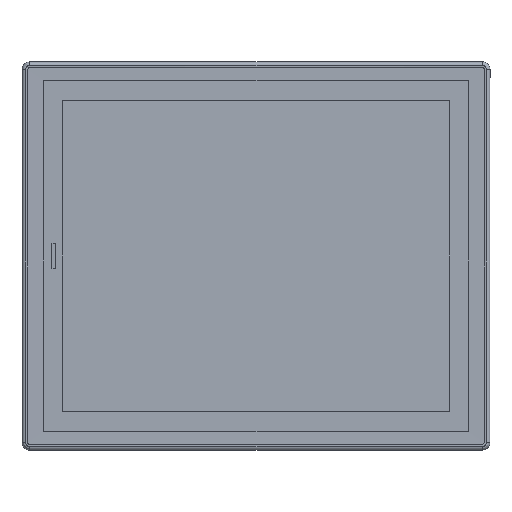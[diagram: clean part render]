
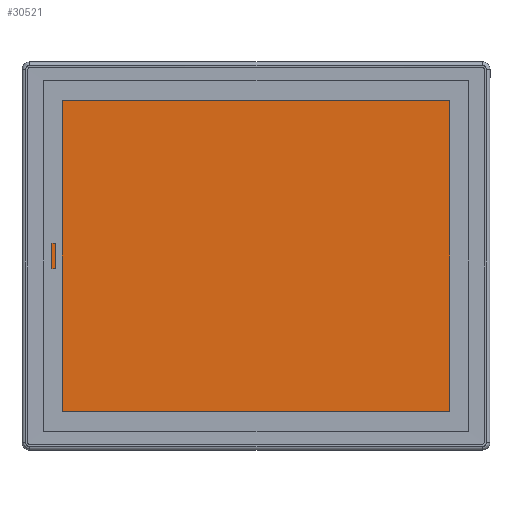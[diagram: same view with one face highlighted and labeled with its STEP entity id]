
A CAD part, top view. The second image highlights one B-rep face of the part: STEP entity #30521.
In plain terms, the highlighted planar face has unit normal (0, 0, 1).
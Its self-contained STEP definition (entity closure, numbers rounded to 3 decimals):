
#1474 = VECTOR ( 'NONE', #10325, 1000. ) ;
#2565 = CARTESIAN_POINT ( 'NONE',  ( -6.76, -6.27, 21.32 ) ) ;
#3267 = VECTOR ( 'NONE', #24246, 1000. ) ;
#3814 = ORIENTED_EDGE ( 'NONE', *, *, #20537, .T. ) ;
#4810 = LINE ( 'NONE', #22206, #11624 ) ;
#4964 = VERTEX_POINT ( 'NONE', #2565 ) ;
#5223 = AXIS2_PLACEMENT_3D ( 'NONE', #9875, #30113, #12738 ) ;
#6105 = CARTESIAN_POINT ( 'NONE',  ( 365.36, -6.27, 21.32 ) ) ;
#6758 = EDGE_CURVE ( 'NONE', #10758, #10141, #28588, .T. ) ;
#8795 = LINE ( 'NONE', #9823, #3267 ) ;
#9494 = EDGE_CURVE ( 'NONE', #10141, #26250, #4810, .T. ) ;
#9823 = CARTESIAN_POINT ( 'NONE',  ( 365.36, -6.27, 21.32 ) ) ;
#9875 = CARTESIAN_POINT ( 'NONE',  ( 365.36, -6.27, 21.32 ) ) ;
#10141 = VERTEX_POINT ( 'NONE', #10481 ) ;
#10325 = DIRECTION ( 'NONE',  ( 0., 1., 0. ) ) ;
#10481 = CARTESIAN_POINT ( 'NONE',  ( 365.36, 301.27, 21.32 ) ) ;
#10758 = VERTEX_POINT ( 'NONE', #6105 ) ;
#11040 = VECTOR ( 'NONE', #14161, 1000. ) ;
#11624 = VECTOR ( 'NONE', #22179, 1000. ) ;
#12738 = DIRECTION ( 'NONE',  ( 1., 0., 0. ) ) ;
#13049 = CARTESIAN_POINT ( 'NONE',  ( -6.76, 301.27, 21.32 ) ) ;
#14161 = DIRECTION ( 'NONE',  ( 0., -1., 0. ) ) ;
#16917 = ORIENTED_EDGE ( 'NONE', *, *, #23459, .T. ) ;
#20537 = EDGE_CURVE ( 'NONE', #26250, #4964, #32849, .T. ) ;
#21016 = PLANE ( 'NONE',  #5223 ) ;
#22179 = DIRECTION ( 'NONE',  ( -1., 0., 0. ) ) ;
#22206 = CARTESIAN_POINT ( 'NONE',  ( 365.36, 301.27, 21.32 ) ) ;
#23459 = EDGE_CURVE ( 'NONE', #4964, #10758, #8795, .T. ) ;
#24246 = DIRECTION ( 'NONE',  ( 1., 0., 0. ) ) ;
#24477 = ORIENTED_EDGE ( 'NONE', *, *, #9494, .T. ) ;
#25070 = EDGE_LOOP ( 'NONE', ( #24477, #3814, #16917, #30653 ) ) ;
#26250 = VERTEX_POINT ( 'NONE', #13049 ) ;
#27667 = CARTESIAN_POINT ( 'NONE',  ( 365.36, -6.27, 21.32 ) ) ;
#28588 = LINE ( 'NONE', #27667, #1474 ) ;
#29078 = FACE_OUTER_BOUND ( 'NONE', #25070, .T. ) ;
#30113 = DIRECTION ( 'NONE',  ( 0., 0., 1. ) ) ;
#30521 = ADVANCED_FACE ( 'NONE', ( #29078 ), #21016, .T. ) ;
#30653 = ORIENTED_EDGE ( 'NONE', *, *, #6758, .T. ) ;
#32849 = LINE ( 'NONE', #33673, #11040 ) ;
#33673 = CARTESIAN_POINT ( 'NONE',  ( -6.76, -6.27, 21.32 ) ) ;
